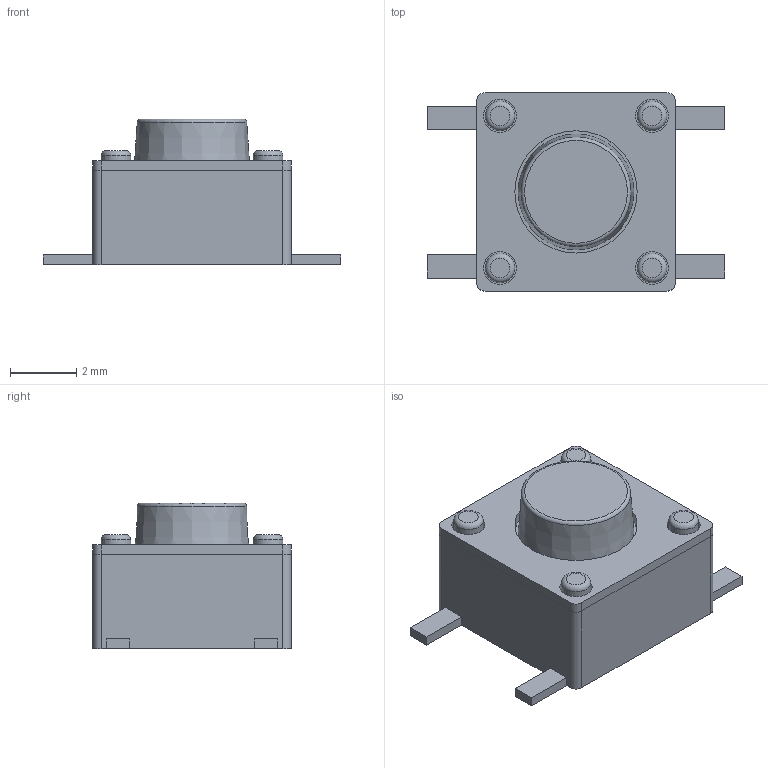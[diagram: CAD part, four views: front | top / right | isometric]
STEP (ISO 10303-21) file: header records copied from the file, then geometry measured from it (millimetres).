
FILE_DESCRIPTION(/* description */ (''),/* implementation_level */ '2;1');
FILE_NAME(/* name */ 'tact switch KH-6x6x5H v2.step',/* time_stamp */ '2022-09-28T03:17:53+09:00',/* author */ (''),/* organization */ (''),/* preprocessor_version */ 'ST-DEVELOPER v19',/* originating_system */ 'Autodesk Translation Framework v11.7.0.108',/* authorisation */ '');
FILE_SCHEMA (('AUTOMOTIVE_DESIGN { 1 0 10303 214 3 1 1 }'));
Length unit declared in the file: millimetre
Products named in the file (5): tact switch KH-6x6x5H; body; toop plate; button; legs
Assembly tree (4 placements, depth 2):
  tact switch KH-6x6x5H
    body
    toop plate
    button
    legs
Bounding box: 9 x 6 x 4.4 mm (x, y, z)
Volume: 125.9 mm3; surface area: 251.6 mm2
Topology: 7 solids, 7 shells, 66 faces, 142 edges, 94 vertices
Faces by surface type: plane 42, cylinder 18, torus 5, cone 1
Full cylindrical faces by diameter (mm): 0.894 x4, 1 x4, 3.5 x1, 3.7 x1
Entity records: 1995 total; most frequent: DIRECTION 343, CARTESIAN_POINT 311, ORIENTED_EDGE 284, EDGE_CURVE 142, AXIS2_PLACEMENT_3D 126, VERTEX_POINT 94, LINE 91, VECTOR 91
